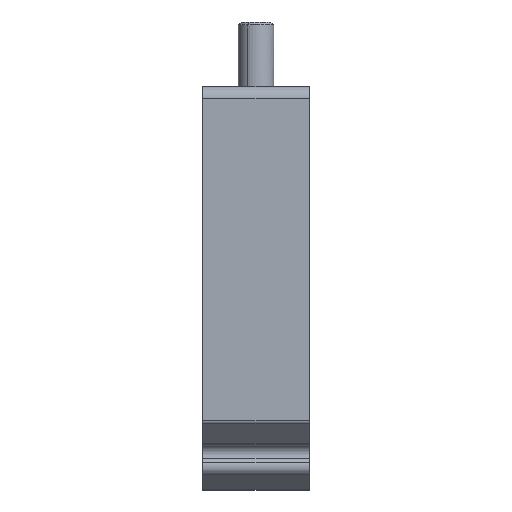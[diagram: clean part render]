
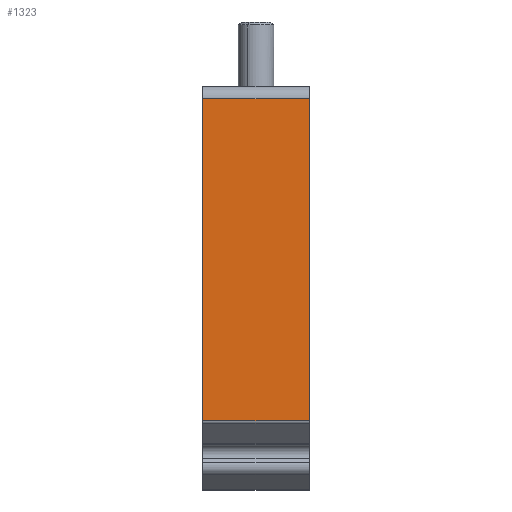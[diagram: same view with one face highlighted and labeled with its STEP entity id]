
A CAD part, front view. The second image highlights one B-rep face of the part: STEP entity #1323.
In plain terms, the highlighted planar face has unit normal (0, -1, 0).
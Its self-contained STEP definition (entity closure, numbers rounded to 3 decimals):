
#1303=AXIS2_PLACEMENT_3D('Plane Axis2P3D',#1300,#1301,#1302) ;
#605=CARTESIAN_POINT('Vertex',(0.,0.,11.621)) ;
#608=CARTESIAN_POINT('Line Origine',(0.,0.,38.736)) ;
#612=CARTESIAN_POINT('Vertex',(0.,0.,65.851)) ;
#1274=CARTESIAN_POINT('Line Origine',(9.,0.,65.851)) ;
#1278=CARTESIAN_POINT('Vertex',(18.,0.,65.851)) ;
#1300=CARTESIAN_POINT('Axis2P3D Location',(18.,0.,11.621)) ;
#1305=CARTESIAN_POINT('Line Origine',(9.,0.,11.621)) ;
#1309=CARTESIAN_POINT('Vertex',(18.,0.,11.621)) ;
#1312=CARTESIAN_POINT('Line Origine',(18.,0.,38.736)) ;
#609=DIRECTION('Vector Direction',(0.,0.,1.)) ;
#1275=DIRECTION('Vector Direction',(1.,0.,0.)) ;
#1301=DIRECTION('Axis2P3D Direction',(0.,-1.,0.)) ;
#1302=DIRECTION('Axis2P3D XDirection',(0.,0.,1.)) ;
#1306=DIRECTION('Vector Direction',(-1.,0.,0.)) ;
#1313=DIRECTION('Vector Direction',(0.,0.,1.)) ;
#610=VECTOR('Line Direction',#609,1.) ;
#1276=VECTOR('Line Direction',#1275,1.) ;
#1307=VECTOR('Line Direction',#1306,1.) ;
#1314=VECTOR('Line Direction',#1313,1.) ;
#1318=ORIENTED_EDGE('',*,*,#614,.T.) ;
#1319=ORIENTED_EDGE('',*,*,#1311,.F.) ;
#1320=ORIENTED_EDGE('',*,*,#1316,.F.) ;
#1321=ORIENTED_EDGE('',*,*,#1280,.T.) ;
#1323=ADVANCED_FACE('ISGH',(#1322),#1304,.T.) ;
#614=EDGE_CURVE('',#613,#606,#611,.F.) ;
#1280=EDGE_CURVE('',#1279,#613,#1277,.F.) ;
#1311=EDGE_CURVE('',#1310,#606,#1308,.T.) ;
#1316=EDGE_CURVE('',#1279,#1310,#1315,.F.) ;
#1317=EDGE_LOOP('',(#1318,#1319,#1320,#1321)) ;
#1322=FACE_OUTER_BOUND('',#1317,.T.) ;
#611=LINE('Line',#608,#610) ;
#1277=LINE('Line',#1274,#1276) ;
#1308=LINE('Line',#1305,#1307) ;
#1315=LINE('Line',#1312,#1314) ;
#1304=PLANE('',#1303) ;
#606=VERTEX_POINT('',#605) ;
#613=VERTEX_POINT('',#612) ;
#1279=VERTEX_POINT('',#1278) ;
#1310=VERTEX_POINT('',#1309) ;
